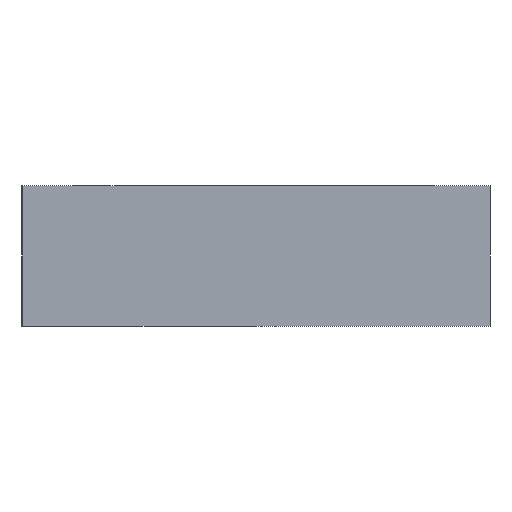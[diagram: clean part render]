
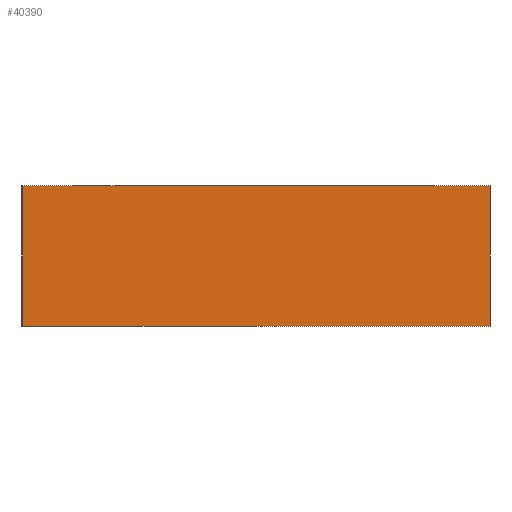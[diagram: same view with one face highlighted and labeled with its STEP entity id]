
A CAD part, front view. The second image highlights one B-rep face of the part: STEP entity #40390.
In plain terms, the highlighted planar face has unit normal (0, -1, 0).
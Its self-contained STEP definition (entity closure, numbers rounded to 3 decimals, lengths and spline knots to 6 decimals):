
#1470=PLANE('',#43929);
#5433=LINE('',#64211,#10223);
#5564=LINE('',#64837,#10354);
#5566=LINE('',#64840,#10356);
#5567=LINE('',#64842,#10357);
#10223=VECTOR('',#50438,1.);
#10354=VECTOR('',#50691,1.);
#10356=VECTOR('',#50695,1.);
#10357=VECTOR('',#50696,1.);
#19042=ORIENTED_EDGE('',*,*,#27275,.T.);
#19043=ORIENTED_EDGE('',*,*,#27276,.F.);
#19044=ORIENTED_EDGE('',*,*,#27051,.F.);
#19045=ORIENTED_EDGE('',*,*,#27273,.T.);
#27051=EDGE_CURVE('',#31705,#31707,#5433,.T.);
#27273=EDGE_CURVE('',#31705,#31866,#5564,.T.);
#27275=EDGE_CURVE('',#31866,#31868,#5566,.T.);
#27276=EDGE_CURVE('',#31707,#31868,#5567,.T.);
#31705=VERTEX_POINT('',#64209);
#31707=VERTEX_POINT('',#64212);
#31866=VERTEX_POINT('',#64835);
#31868=VERTEX_POINT('',#64841);
#35137=EDGE_LOOP('',(#19042,#19043,#19044,#19045));
#37547=FACE_BOUND('',#35137,.T.);
#40390=ADVANCED_FACE('',(#37547),#1470,.F.);
#43929=AXIS2_PLACEMENT_3D('',#64839,#50693,#50694);
#50438=DIRECTION('',(1.,0.,0.));
#50691=DIRECTION('',(0.,0.,-1.));
#50693=DIRECTION('',(0.,1.,0.));
#50694=DIRECTION('',(0.,0.,1.));
#50695=DIRECTION('',(1.,0.,0.));
#50696=DIRECTION('',(0.,0.,-1.));
#64209=CARTESIAN_POINT('',(0.,0.,0.015));
#64211=CARTESIAN_POINT('',(0.025,0.,0.015));
#64212=CARTESIAN_POINT('',(0.05,0.,0.015));
#64835=CARTESIAN_POINT('',(0.,0.,0.));
#64837=CARTESIAN_POINT('',(0.,0.,0.015));
#64839=CARTESIAN_POINT('',(0.025,0.,0.015));
#64840=CARTESIAN_POINT('',(0.025,0.,0.));
#64841=CARTESIAN_POINT('',(0.05,0.,0.));
#64842=CARTESIAN_POINT('',(0.05,0.,0.015));
